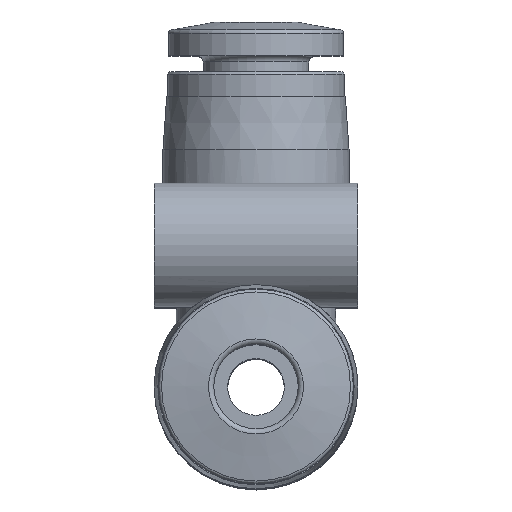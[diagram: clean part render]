
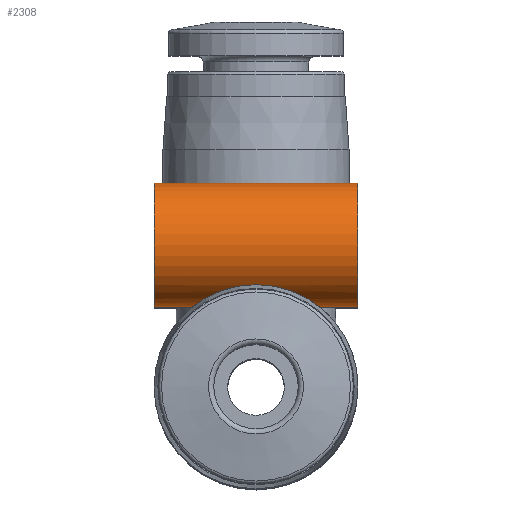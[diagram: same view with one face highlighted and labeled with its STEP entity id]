
A CAD part, top view. The second image highlights one B-rep face of the part: STEP entity #2308.
In plain terms, the highlighted cylindrical face has radius 3.5 mm (diameter 7 mm), a full revolution.
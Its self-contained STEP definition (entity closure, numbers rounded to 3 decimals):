
#129=B_SPLINE_CURVE_WITH_KNOTS('',3,(#3054,#3055,#3056,#3057),
 .UNSPECIFIED.,.F.,.F.,(4,4),(0.,0.002),
 .UNSPECIFIED.);
#132=B_SPLINE_CURVE_WITH_KNOTS('',3,(#3074,#3075,#3076,#3077,#3078,#3079,
#3080,#3081,#3082,#3083,#3084),.UNSPECIFIED.,.F.,.F.,(4,1,1,1,1,1,1,1,4),
(0.004,0.005,0.007,0.009,
0.01,0.012,0.013,0.015,
0.017),.UNSPECIFIED.);
#133=B_SPLINE_CURVE_WITH_KNOTS('',3,(#3097,#3098,#3099,#3100,#3101,#3102,
#3103,#3104,#3105,#3106,#3107),.UNSPECIFIED.,.F.,.F.,(4,1,1,1,1,1,1,1,4),
(0.014,0.016,0.017,0.019,
0.021,0.022,0.024,0.026,
0.027),.UNSPECIFIED.);
#134=B_SPLINE_CURVE_WITH_KNOTS('',3,(#3111,#3112,#3113,#3114),
 .UNSPECIFIED.,.F.,.F.,(4,4),(0.,0.002),
 .UNSPECIFIED.);
#135=B_SPLINE_CURVE_WITH_KNOTS('',3,(#3116,#3117,#3118,#3119),
 .UNSPECIFIED.,.F.,.F.,(4,4),(0.,0.003),
 .UNSPECIFIED.);
#138=B_SPLINE_CURVE_WITH_KNOTS('',3,(#3133,#3134,#3135,#3136),
 .UNSPECIFIED.,.F.,.F.,(4,4),(0.,0.003),
 .UNSPECIFIED.);
#515=ORIENTED_EDGE('',*,*,#740,.F.);
#516=ORIENTED_EDGE('',*,*,#741,.T.);
#517=ORIENTED_EDGE('',*,*,#580,.T.);
#518=ORIENTED_EDGE('',*,*,#732,.T.);
#519=ORIENTED_EDGE('',*,*,#594,.T.);
#520=ORIENTED_EDGE('',*,*,#591,.T.);
#521=ORIENTED_EDGE('',*,*,#593,.T.);
#522=ORIENTED_EDGE('',*,*,#733,.F.);
#523=ORIENTED_EDGE('',*,*,#598,.T.);
#524=ORIENTED_EDGE('',*,*,#585,.T.);
#580=EDGE_CURVE('',#765,#766,#129,.T.);
#585=EDGE_CURVE('',#770,#765,#132,.T.);
#591=EDGE_CURVE('',#775,#774,#133,.T.);
#593=EDGE_CURVE('',#774,#777,#134,.T.);
#594=EDGE_CURVE('',#778,#775,#135,.T.);
#598=EDGE_CURVE('',#781,#770,#138,.T.);
#732=EDGE_CURVE('',#766,#778,#988,.F.);
#733=EDGE_CURVE('',#781,#777,#989,.F.);
#740=EDGE_CURVE('',#891,#891,#996,.T.);
#741=EDGE_CURVE('',#892,#892,#997,.T.);
#765=VERTEX_POINT('',#3058);
#766=VERTEX_POINT('',#3059);
#770=VERTEX_POINT('',#3085);
#774=VERTEX_POINT('',#3095);
#775=VERTEX_POINT('',#3096);
#777=VERTEX_POINT('',#3115);
#778=VERTEX_POINT('',#3120);
#781=VERTEX_POINT('',#3137);
#891=VERTEX_POINT('',#3635);
#892=VERTEX_POINT('',#3637);
#988=CIRCLE('',#2504,3.5);
#989=CIRCLE('',#2506,3.5);
#996=CIRCLE('',#2519,3.5);
#997=CIRCLE('',#2520,3.5);
#1162=EDGE_LOOP('',(#515));
#1163=EDGE_LOOP('',(#516));
#1164=EDGE_LOOP('',(#517,#518,#519,#520,#521,#522,#523,#524));
#1358=FACE_BOUND('',#1162,.T.);
#1359=FACE_BOUND('',#1163,.T.);
#1360=FACE_BOUND('',#1164,.T.);
#1436=CYLINDRICAL_SURFACE('',#2518,3.5);
#2308=ADVANCED_FACE('',(#1358,#1359,#1360),#1436,.T.);
#2504=AXIS2_PLACEMENT_3D('',#3615,#2929,#2930);
#2506=AXIS2_PLACEMENT_3D('',#3617,#2933,#2934);
#2518=AXIS2_PLACEMENT_3D('',#3633,#2957,#2958);
#2519=AXIS2_PLACEMENT_3D('',#3634,#2959,#2960);
#2520=AXIS2_PLACEMENT_3D('',#3636,#2961,#2962);
#2929=DIRECTION('',(1.,0.,0.));
#2930=DIRECTION('',(0.,0.,-1.));
#2933=DIRECTION('',(1.,0.,0.));
#2934=DIRECTION('',(0.,0.,-1.));
#2957=DIRECTION('',(1.,0.,0.));
#2958=DIRECTION('',(0.,0.,-1.));
#2959=DIRECTION('',(1.,0.,0.));
#2960=DIRECTION('',(0.,0.,-1.));
#2961=DIRECTION('',(1.,0.,0.));
#2962=DIRECTION('',(0.,0.,-1.));
#3054=CARTESIAN_POINT('',(-3.082,6.7,14.75));
#3055=CARTESIAN_POINT('',(-2.416,6.405,14.868));
#3056=CARTESIAN_POINT('',(-1.726,6.207,14.992));
#3057=CARTESIAN_POINT('',(-1.,6.112,15.053));
#3058=CARTESIAN_POINT('',(-3.082,6.7,14.75));
#3059=CARTESIAN_POINT('',(-1.,6.112,15.053));
#3074=CARTESIAN_POINT('',(3.082,6.7,14.75));
#3075=CARTESIAN_POINT('',(3.327,7.144,14.573));
#3076=CARTESIAN_POINT('',(3.543,8.258,14.37));
#3077=CARTESIAN_POINT('',(2.957,9.793,14.893));
#3078=CARTESIAN_POINT('',(1.618,10.554,15.582));
#3079=CARTESIAN_POINT('',(-0.001,10.744,15.834));
#3080=CARTESIAN_POINT('',(-1.614,10.555,15.583));
#3081=CARTESIAN_POINT('',(-2.954,9.796,14.896));
#3082=CARTESIAN_POINT('',(-3.542,8.264,14.37));
#3083=CARTESIAN_POINT('',(-3.327,7.145,14.572));
#3084=CARTESIAN_POINT('',(-3.082,6.7,14.75));
#3085=CARTESIAN_POINT('',(3.082,6.7,14.75));
#3095=CARTESIAN_POINT('',(3.178,4.792,16.6));
#3096=CARTESIAN_POINT('',(-3.178,4.792,16.6));
#3097=CARTESIAN_POINT('',(-3.178,4.792,16.6));
#3098=CARTESIAN_POINT('',(-3.469,4.599,17.042));
#3099=CARTESIAN_POINT('',(-3.753,4.352,18.194));
#3100=CARTESIAN_POINT('',(-3.105,4.896,19.807));
#3101=CARTESIAN_POINT('',(-1.682,5.586,20.555));
#3102=CARTESIAN_POINT('',(0.016,5.833,20.745));
#3103=CARTESIAN_POINT('',(1.692,5.581,20.551));
#3104=CARTESIAN_POINT('',(3.11,4.892,19.798));
#3105=CARTESIAN_POINT('',(3.751,4.354,18.199));
#3106=CARTESIAN_POINT('',(3.471,4.598,17.045));
#3107=CARTESIAN_POINT('',(3.178,4.792,16.6));
#3111=CARTESIAN_POINT('',(3.178,4.792,16.6));
#3112=CARTESIAN_POINT('',(2.479,4.916,16.317));
#3113=CARTESIAN_POINT('',(1.756,5.038,16.132));
#3114=CARTESIAN_POINT('',(1.,5.097,16.044));
#3115=CARTESIAN_POINT('',(1.,5.097,16.044));
#3116=CARTESIAN_POINT('',(-1.,5.097,16.044));
#3117=CARTESIAN_POINT('',(-1.752,5.039,16.132));
#3118=CARTESIAN_POINT('',(-2.478,4.916,16.317));
#3119=CARTESIAN_POINT('',(-3.178,4.792,16.6));
#3120=CARTESIAN_POINT('',(-1.,5.097,16.044));
#3133=CARTESIAN_POINT('',(1.,6.112,15.053));
#3134=CARTESIAN_POINT('',(1.722,6.207,14.992));
#3135=CARTESIAN_POINT('',(2.418,6.406,14.868));
#3136=CARTESIAN_POINT('',(3.082,6.7,14.75));
#3137=CARTESIAN_POINT('',(1.,6.112,15.053));
#3615=CARTESIAN_POINT('',(-1.,8.,18.));
#3617=CARTESIAN_POINT('',(1.,8.,18.));
#3633=CARTESIAN_POINT('',(5.75,8.,18.));
#3634=CARTESIAN_POINT('',(5.75,8.,18.));
#3635=CARTESIAN_POINT('',(5.75,8.,14.5));
#3636=CARTESIAN_POINT('',(-5.75,8.,18.));
#3637=CARTESIAN_POINT('',(-5.75,8.,14.5));
